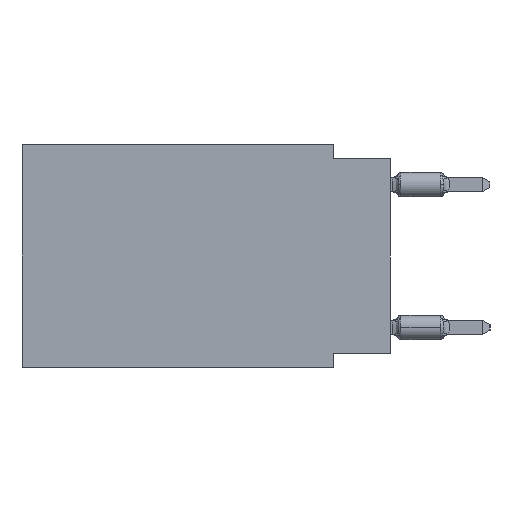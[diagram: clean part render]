
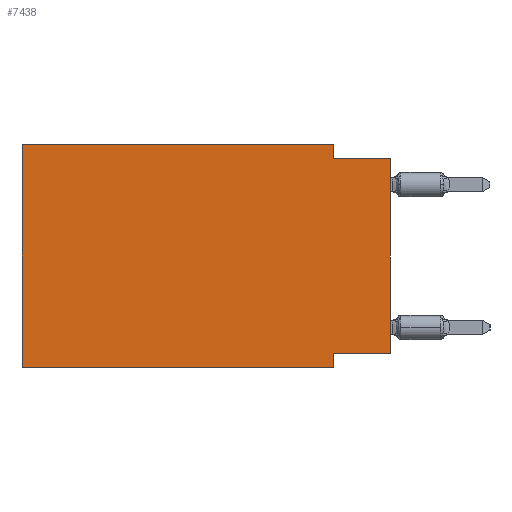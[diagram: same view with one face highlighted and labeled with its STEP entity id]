
A CAD part, left-side view. The second image highlights one B-rep face of the part: STEP entity #7438.
In plain terms, the highlighted planar face has unit normal (-1, 0, 0).
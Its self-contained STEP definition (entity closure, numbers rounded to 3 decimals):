
#3141 = VECTOR ( 'NONE', #3517, 1000. ) ;
#3517 = DIRECTION ( 'NONE',  ( 0., 0., -1. ) ) ;
#3615 = EDGE_CURVE ( 'NONE', #49074, #58836, #30495, .T. ) ;
#5104 = EDGE_CURVE ( 'NONE', #58836, #19014, #28433, .T. ) ;
#5244 = VERTEX_POINT ( 'NONE', #40151 ) ;
#7432 = CARTESIAN_POINT ( 'NONE',  ( 0., 2.54, 0. ) ) ;
#7438 = ADVANCED_FACE ( 'NONE', ( #54321 ), #54660, .F. ) ;
#7732 = EDGE_LOOP ( 'NONE', ( #16380, #45542, #31672, #10158, #13737, #24039, #10436, #33524 ) ) ;
#7932 = CARTESIAN_POINT ( 'NONE',  ( 0., 2.54, -9.271 ) ) ;
#8218 = VERTEX_POINT ( 'NONE', #7932 ) ;
#8754 = CARTESIAN_POINT ( 'NONE',  ( 0., 16.383, 0. ) ) ;
#9142 = LINE ( 'NONE', #13840, #33042 ) ;
#9158 = LINE ( 'NONE', #24537, #40154 ) ;
#9893 = VECTOR ( 'NONE', #24466, 1000. ) ;
#10158 = ORIENTED_EDGE ( 'NONE', *, *, #5104, .F. ) ;
#10436 = ORIENTED_EDGE ( 'NONE', *, *, #11039, .F. ) ;
#10464 = VERTEX_POINT ( 'NONE', #43136 ) ;
#11039 = EDGE_CURVE ( 'NONE', #8218, #5244, #24577, .T. ) ;
#13737 = ORIENTED_EDGE ( 'NONE', *, *, #3615, .F. ) ;
#13840 = CARTESIAN_POINT ( 'NONE',  ( 0., 16.383, -9.906 ) ) ;
#14500 = DIRECTION ( 'NONE',  ( 0., -1., 0. ) ) ;
#14553 = VERTEX_POINT ( 'NONE', #31651 ) ;
#15089 = CARTESIAN_POINT ( 'NONE',  ( 0., 16.383, 0. ) ) ;
#15954 = LINE ( 'NONE', #62538, #25067 ) ;
#16380 = ORIENTED_EDGE ( 'NONE', *, *, #26733, .T. ) ;
#17801 = LINE ( 'NONE', #7432, #18400 ) ;
#18400 = VECTOR ( 'NONE', #18799, 1000. ) ;
#18728 = DIRECTION ( 'NONE',  ( 0., -1., 0. ) ) ;
#18799 = DIRECTION ( 'NONE',  ( 0., 0., -1. ) ) ;
#18891 = CARTESIAN_POINT ( 'NONE',  ( 0., 2.54, 0. ) ) ;
#19014 = VERTEX_POINT ( 'NONE', #18891 ) ;
#19471 = LINE ( 'NONE', #48954, #9893 ) ;
#23008 = EDGE_CURVE ( 'NONE', #19014, #10464, #17801, .T. ) ;
#24039 = ORIENTED_EDGE ( 'NONE', *, *, #33265, .T. ) ;
#24466 = DIRECTION ( 'NONE',  ( 0., -1., 0. ) ) ;
#24537 = CARTESIAN_POINT ( 'NONE',  ( 0., 0., 0. ) ) ;
#24577 = LINE ( 'NONE', #64831, #3141 ) ;
#25067 = VECTOR ( 'NONE', #62212, 1000. ) ;
#26654 = VECTOR ( 'NONE', #55305, 1000. ) ;
#26733 = EDGE_CURVE ( 'NONE', #56175, #14553, #9158, .T. ) ;
#28433 = LINE ( 'NONE', #48872, #63280 ) ;
#29182 = DIRECTION ( 'NONE',  ( 1., 0., 0. ) ) ;
#30495 = LINE ( 'NONE', #15089, #26654 ) ;
#30903 = DIRECTION ( 'NONE',  ( 0., 0., 1. ) ) ;
#31651 = CARTESIAN_POINT ( 'NONE',  ( 0., 0., -0.635 ) ) ;
#31672 = ORIENTED_EDGE ( 'NONE', *, *, #23008, .F. ) ;
#33042 = VECTOR ( 'NONE', #14500, 1000. ) ;
#33265 = EDGE_CURVE ( 'NONE', #49074, #5244, #9142, .T. ) ;
#33524 = ORIENTED_EDGE ( 'NONE', *, *, #51607, .F. ) ;
#40151 = CARTESIAN_POINT ( 'NONE',  ( 0., 2.54, -9.906 ) ) ;
#40154 = VECTOR ( 'NONE', #30903, 1000. ) ;
#43136 = CARTESIAN_POINT ( 'NONE',  ( 0., 2.54, -0.635 ) ) ;
#43638 = CARTESIAN_POINT ( 'NONE',  ( 0., 0., -9.271 ) ) ;
#45542 = ORIENTED_EDGE ( 'NONE', *, *, #61211, .F. ) ;
#46860 = AXIS2_PLACEMENT_3D ( 'NONE', #8754, #29182, #49618 ) ;
#48872 = CARTESIAN_POINT ( 'NONE',  ( 0., 16.383, 0. ) ) ;
#48954 = CARTESIAN_POINT ( 'NONE',  ( 0., 0., -0.635 ) ) ;
#49074 = VERTEX_POINT ( 'NONE', #52061 ) ;
#49618 = DIRECTION ( 'NONE',  ( 0., 0., -1. ) ) ;
#51607 = EDGE_CURVE ( 'NONE', #56175, #8218, #15954, .T. ) ;
#51842 = CARTESIAN_POINT ( 'NONE',  ( 0., 16.383, 0. ) ) ;
#52061 = CARTESIAN_POINT ( 'NONE',  ( 0., 16.383, -9.906 ) ) ;
#54321 = FACE_OUTER_BOUND ( 'NONE', #7732, .T. ) ;
#54660 = PLANE ( 'NONE',  #46860 ) ;
#55305 = DIRECTION ( 'NONE',  ( 0., 0., 1. ) ) ;
#56175 = VERTEX_POINT ( 'NONE', #43638 ) ;
#58836 = VERTEX_POINT ( 'NONE', #51842 ) ;
#61211 = EDGE_CURVE ( 'NONE', #10464, #14553, #19471, .T. ) ;
#62212 = DIRECTION ( 'NONE',  ( 0., 1., 0. ) ) ;
#62538 = CARTESIAN_POINT ( 'NONE',  ( 0., 0., -9.271 ) ) ;
#63280 = VECTOR ( 'NONE', #18728, 1000. ) ;
#64831 = CARTESIAN_POINT ( 'NONE',  ( 0., 2.54, -9.906 ) ) ;
